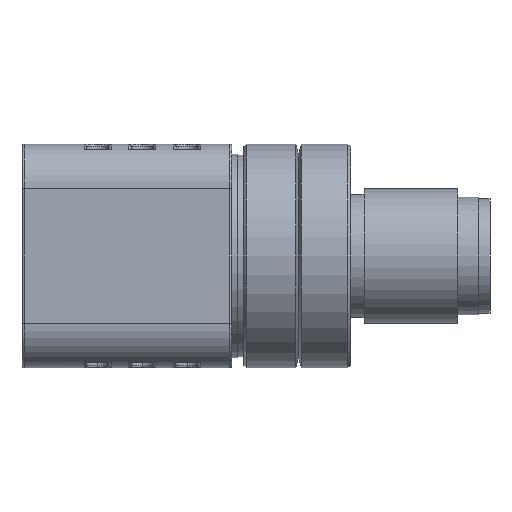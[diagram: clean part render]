
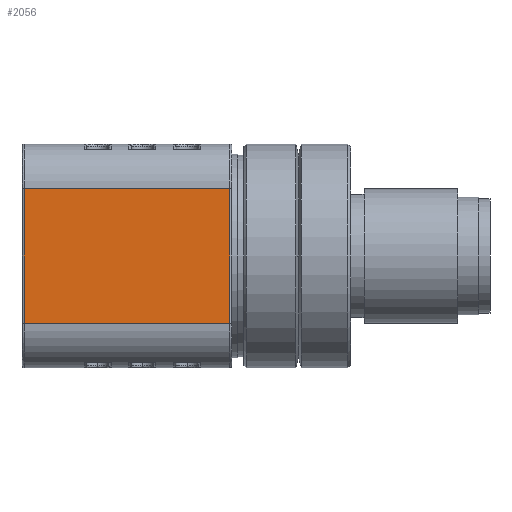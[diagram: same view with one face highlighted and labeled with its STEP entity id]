
A CAD part, left-side view. The second image highlights one B-rep face of the part: STEP entity #2056.
In plain terms, the highlighted planar face has unit normal (-1, 0, 0).
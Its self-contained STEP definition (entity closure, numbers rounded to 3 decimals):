
#192 = ORIENTED_EDGE ( 'NONE', *, *, #1148, .F. ) ;
#216 = VERTEX_POINT ( 'NONE', #10823 ) ;
#487 = CARTESIAN_POINT ( 'NONE',  ( -10., 9.175, 3. ) ) ;
#676 = CARTESIAN_POINT ( 'NONE',  ( -10., 0., 6. ) ) ;
#717 = VECTOR ( 'NONE', #10516, 1000. ) ;
#788 = CARTESIAN_POINT ( 'NONE',  ( -10., 0., -6. ) ) ;
#1148 = EDGE_CURVE ( 'NONE', #6830, #3732, #10874, .T. ) ;
#1225 = VECTOR ( 'NONE', #1303, 1000. ) ;
#1303 = DIRECTION ( 'NONE',  ( 0., 0., 1. ) ) ;
#1499 = PLANE ( 'NONE',  #2277 ) ;
#1539 = DIRECTION ( 'NONE',  ( 0., 0., 1. ) ) ;
#1831 = VECTOR ( 'NONE', #8479, 1000. ) ;
#2056 = ADVANCED_FACE ( 'NONE', ( #3130 ), #1499, .T. ) ;
#2277 = AXIS2_PLACEMENT_3D ( 'NONE', #676, #6624, #1539 ) ;
#2365 = EDGE_CURVE ( 'NONE', #216, #6970, #2980, .T. ) ;
#2965 = VECTOR ( 'NONE', #5326, 1000. ) ;
#2980 = LINE ( 'NONE', #9667, #717 ) ;
#3130 = FACE_OUTER_BOUND ( 'NONE', #9792, .T. ) ;
#3732 = VERTEX_POINT ( 'NONE', #7775 ) ;
#4213 = EDGE_CURVE ( 'NONE', #6830, #6970, #5221, .T. ) ;
#4746 = ORIENTED_EDGE ( 'NONE', *, *, #4213, .T. ) ;
#5221 = LINE ( 'NONE', #9555, #2965 ) ;
#5326 = DIRECTION ( 'NONE',  ( 0., 0., 1. ) ) ;
#5777 = ORIENTED_EDGE ( 'NONE', *, *, #2365, .F. ) ;
#6624 = DIRECTION ( 'NONE',  ( -1., 0., 0. ) ) ;
#6830 = VERTEX_POINT ( 'NONE', #7766 ) ;
#6970 = VERTEX_POINT ( 'NONE', #10753 ) ;
#7259 = EDGE_CURVE ( 'NONE', #3732, #216, #7722, .T. ) ;
#7722 = LINE ( 'NONE', #487, #1225 ) ;
#7766 = CARTESIAN_POINT ( 'NONE',  ( -10., -9.175, -6. ) ) ;
#7775 = CARTESIAN_POINT ( 'NONE',  ( -10., 9.175, -6. ) ) ;
#8479 = DIRECTION ( 'NONE',  ( 0., 1., 0. ) ) ;
#9151 = ORIENTED_EDGE ( 'NONE', *, *, #7259, .F. ) ;
#9555 = CARTESIAN_POINT ( 'NONE',  ( -10., -9.175, 6. ) ) ;
#9667 = CARTESIAN_POINT ( 'NONE',  ( -10., 0., 6. ) ) ;
#9792 = EDGE_LOOP ( 'NONE', ( #4746, #5777, #9151, #192 ) ) ;
#10516 = DIRECTION ( 'NONE',  ( 0., -1., 0. ) ) ;
#10753 = CARTESIAN_POINT ( 'NONE',  ( -10., -9.175, 6. ) ) ;
#10823 = CARTESIAN_POINT ( 'NONE',  ( -10., 9.175, 6. ) ) ;
#10874 = LINE ( 'NONE', #788, #1831 ) ;
